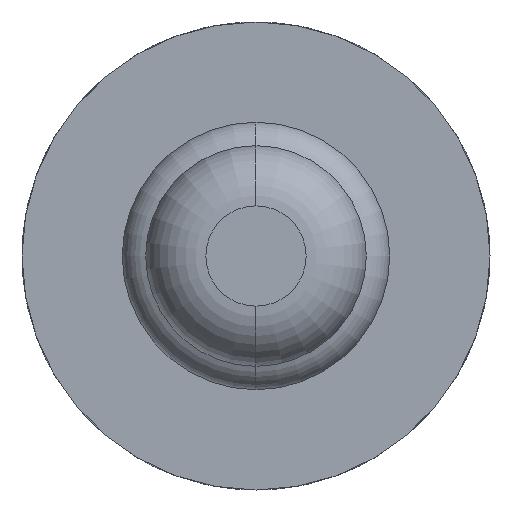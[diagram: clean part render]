
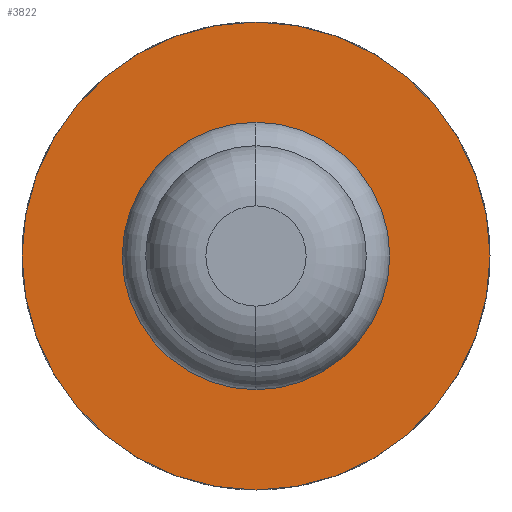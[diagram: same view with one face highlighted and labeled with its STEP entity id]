
A CAD part, front view. The second image highlights one B-rep face of the part: STEP entity #3822.
In plain terms, the highlighted planar face has unit normal (0, -1, 0).
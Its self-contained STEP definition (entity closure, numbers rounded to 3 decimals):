
#100 = ORIENTED_EDGE ( 'NONE', *, *, #3899, .F. ) ;
#110 = CARTESIAN_POINT ( 'NONE',  ( 0.64, 5., 0. ) ) ;
#156 = DIRECTION ( 'NONE',  ( -1., 0., 0. ) ) ;
#206 = CIRCLE ( 'NONE', #621, 0.64 ) ;
#311 = VERTEX_POINT ( 'NONE', #4243 ) ;
#580 = DIRECTION ( 'NONE',  ( -1., 0., 0. ) ) ;
#593 = AXIS2_PLACEMENT_3D ( 'NONE', #1277, #3064, #2604 ) ;
#621 = AXIS2_PLACEMENT_3D ( 'NONE', #3849, #4757, #580 ) ;
#729 = VERTEX_POINT ( 'NONE', #1030 ) ;
#758 = EDGE_CURVE ( 'Defeature ausgef�hrt1_32+Defeature ausgef�hrt1_10+Defeature ausgef�hrt1_10+Defeature ausgef�hrt1_10', #4073, #311, #206, .T. ) ;
#859 = CIRCLE ( 'NONE', #5006, 1.75 ) ;
#1030 = CARTESIAN_POINT ( 'NONE',  ( 1.75, 5., 0. ) ) ;
#1277 = CARTESIAN_POINT ( 'NONE',  ( 1.75, 5., 0. ) ) ;
#1925 = ORIENTED_EDGE ( 'NONE', *, *, #758, .T. ) ;
#2099 = ORIENTED_EDGE ( 'NONE', *, *, #5440, .F. ) ;
#2155 = ORIENTED_EDGE ( 'NONE', *, *, #3795, .T. ) ;
#2224 = AXIS2_PLACEMENT_3D ( 'NONE', #4413, #2623, #4395 ) ;
#2326 = EDGE_LOOP ( 'NONE', ( #2099, #100 ) ) ;
#2520 = AXIS2_PLACEMENT_3D ( 'NONE', #5499, #5916, #4537 ) ;
#2604 = DIRECTION ( 'NONE',  ( -1., 0., 0. ) ) ;
#2608 = CIRCLE ( 'NONE', #2224, 0.64 ) ;
#2623 = DIRECTION ( 'NONE',  ( 0., 1., 0. ) ) ;
#3064 = DIRECTION ( 'NONE',  ( 0., 1., 0. ) ) ;
#3301 = CARTESIAN_POINT ( 'NONE',  ( 0., 5., 0. ) ) ;
#3379 = DIRECTION ( 'NONE',  ( 0., 1., 0. ) ) ;
#3795 = EDGE_CURVE ( 'Defeature ausgef�hrt1_32+Defeature ausgef�hrt1_10+Defeature ausgef�hrt1_10+Defeature ausgef�hrt1_10', #311, #4073, #2608, .T. ) ;
#3822 = ADVANCED_FACE ( 'Defeature ausgef�hrt1_32', ( #5246, #3889 ), #4849, .F. ) ;
#3849 = CARTESIAN_POINT ( 'NONE',  ( 0., 5., 0. ) ) ;
#3889 = FACE_BOUND ( 'NONE', #4177, .T. ) ;
#3899 = EDGE_CURVE ( 'Defeature ausgef�hrt1_31+Defeature ausgef�hrt1_32+Defeature ausgef�hrt1_32+Defeature ausgef�hrt1_32', #729, #4012, #4175, .T. ) ;
#4012 = VERTEX_POINT ( 'NONE', #4956 ) ;
#4073 = VERTEX_POINT ( 'NONE', #110 ) ;
#4175 = CIRCLE ( 'NONE', #2520, 1.75 ) ;
#4177 = EDGE_LOOP ( 'NONE', ( #2155, #1925 ) ) ;
#4243 = CARTESIAN_POINT ( 'NONE',  ( -0.64, 5., 0. ) ) ;
#4395 = DIRECTION ( 'NONE',  ( -1., 0., 0. ) ) ;
#4413 = CARTESIAN_POINT ( 'NONE',  ( 0., 5., 0. ) ) ;
#4537 = DIRECTION ( 'NONE',  ( -1., 0., 0. ) ) ;
#4757 = DIRECTION ( 'NONE',  ( 0., 1., 0. ) ) ;
#4849 = PLANE ( 'NONE',  #593 ) ;
#4956 = CARTESIAN_POINT ( 'NONE',  ( -1.75, 5., 0. ) ) ;
#5006 = AXIS2_PLACEMENT_3D ( 'NONE', #3301, #3379, #156 ) ;
#5246 = FACE_OUTER_BOUND ( 'NONE', #2326, .T. ) ;
#5440 = EDGE_CURVE ( 'Defeature ausgef�hrt1_31+Defeature ausgef�hrt1_32+Defeature ausgef�hrt1_32+Defeature ausgef�hrt1_32', #4012, #729, #859, .T. ) ;
#5499 = CARTESIAN_POINT ( 'NONE',  ( 0., 5., 0. ) ) ;
#5916 = DIRECTION ( 'NONE',  ( 0., 1., 0. ) ) ;
